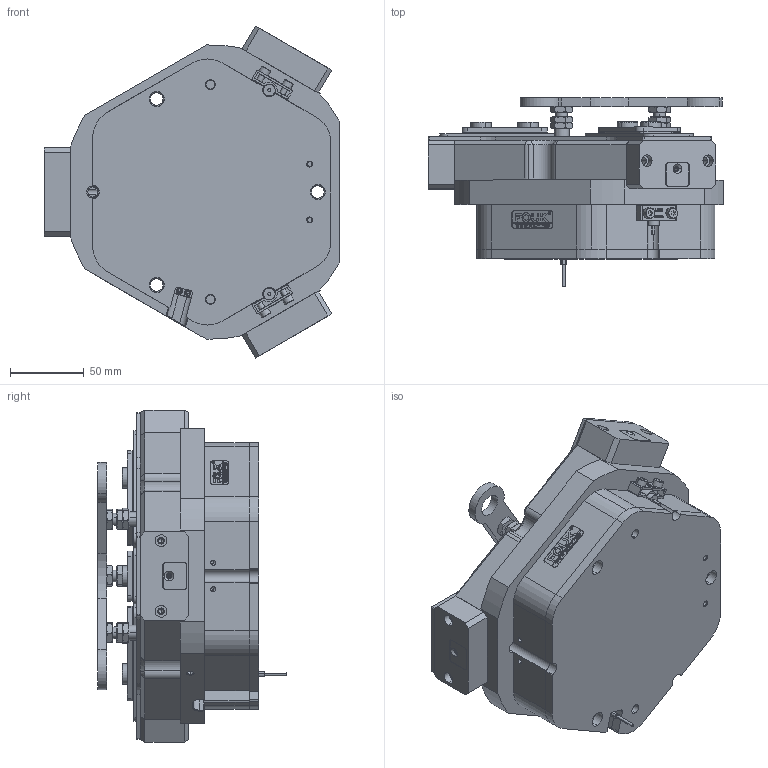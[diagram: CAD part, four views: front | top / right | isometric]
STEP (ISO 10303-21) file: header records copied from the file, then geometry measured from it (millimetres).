
FILE_DESCRIPTION (( 'STEP AP203' ), '1' );
FILE_NAME ('FZ125-200-C35-P.STEP', '2025-03-28T04:52:23', ( 'USER-' ), ( 'Microsoft' ), 'SwSTEP 2.0', 'SolidWorks 2018', '' );
FILE_SCHEMA (( 'CONFIG_CONTROL_DESIGN' ));
Length unit declared in the file: millimetre
Products named in the file (20): 内六角圆柱头螺钉[GBT70_1-2008][M4×12]_M4×12; TZT125-200-M-07 芢裝-C35; FZ125-200-FC; TZT125-200-M-02 賑輸-1; 棠羲換覜ん; TZT125-200-M-12 耜猾极; TZT125-200-M-05 菁裔啣-C35; M8情蹟譫-C35; FZ125-200-C35-P; TZT125-200-M-01 褲极; TZT125-200-M-13 痄雄結啣; 覜聆假蚾极-1; 32x12-R2; TZ125-200-C35; TZT125-200-M-14 忒硌薊啣; 电容传感器-1; TZ55-94-M-15 耜猾苤裔; 20241226-M4 M4換覜ん揤輸; TZT125-200-M-11 奻葡裔啣; ﾏ擎ﾗ14｡ﾁ10｡ﾁ8
Assembly tree (58 placements, depth 3):
  FZ125-200-C35-P
    TZT125-200-M-12 耜猾极  x3
    TZ55-94-M-15 耜猾苤裔  x3
    TZT125-200-M-14 忒硌薊啣  x3
    TZT125-200-M-13 痄雄結啣  x3
    TZT125-200-M-11 奻葡裔啣
    FZ125-200-FC
      TZT125-200-M-02 賑輸-1  x3
      覜聆假蚾极-1  x3
      电容传感器-1  x2
      TZT125-200-M-01 褲极
      32x12-R2
      棠羲換覜ん  x2
      ﾏ擎ﾗ14｡ﾁ10｡ﾁ8  x6
      20241226-M4 M4換覜ん揤輸  x2
      内六角圆柱头螺钉[GBT70_1-2008][M4×12]_M4×12  x4
    ﾏ擎ﾗ14｡ﾁ10｡ﾁ8  x6
    TZT125-200-M-05 菁裔啣-C35
    TZT125-200-M-07 芢裝-C35  x3
    TZ125-200-C35
    M8情蹟譫-C35  x9
Bounding box: 201 x 128.12 x 225.72 mm (x, y, z)
Volume: 2009393.5 mm3; surface area: 371519 mm2
Topology: 57 solids, 60 shells, 2860 faces, 7442 edges, 4796 vertices
Faces by surface type: plane 1361, cylinder 765, bspline 379, cone 327, torus 28
Entity records: 64717 total; most frequent: CARTESIAN_POINT 20333, ORIENTED_EDGE 8904, DIRECTION 7884, EDGE_CURVE 4452, VERTEX_POINT 2908, LINE 2838, VECTOR 2838, AXIS2_PLACEMENT_3D 2523
